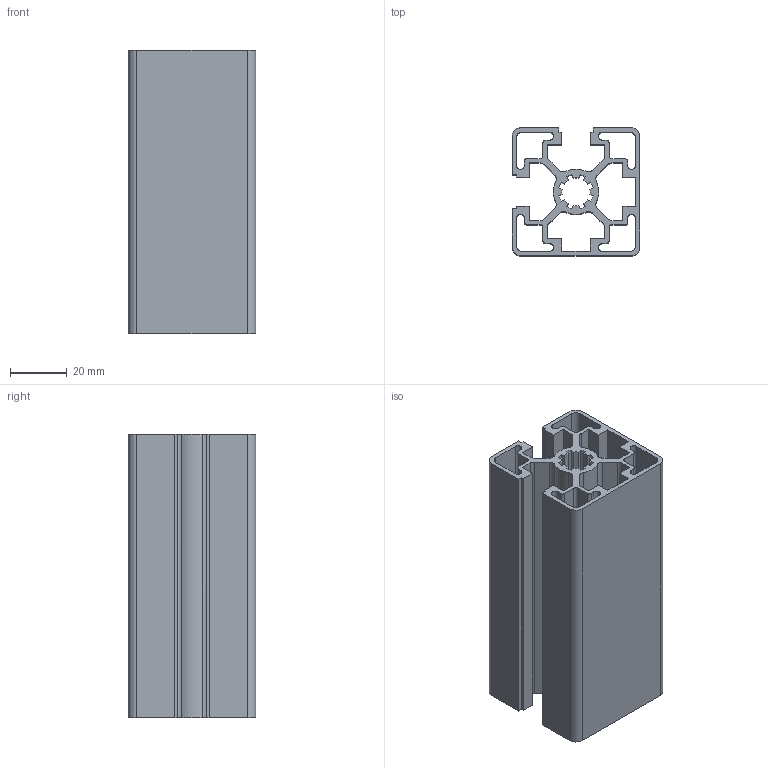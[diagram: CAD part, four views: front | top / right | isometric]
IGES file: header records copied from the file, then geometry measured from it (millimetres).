
Global section: file name: 164502L; native system: Autodesk Inventor 2021; preprocessor: unknown; author: Machotka; organization: Alutec KK; date: 20230918.154004; units: millimetre
Bounding box: 45 x 45 x 100 mm (x, y, z)
Volume: 62019 mm3; surface area: 64651.3 mm2
Topology: 1 solids, 1 shells, 154 faces, 456 edges, 304 vertices
Faces by surface type: bspline 154
